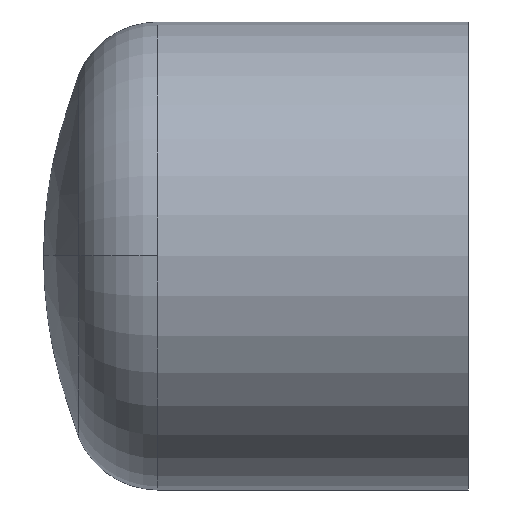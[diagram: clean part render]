
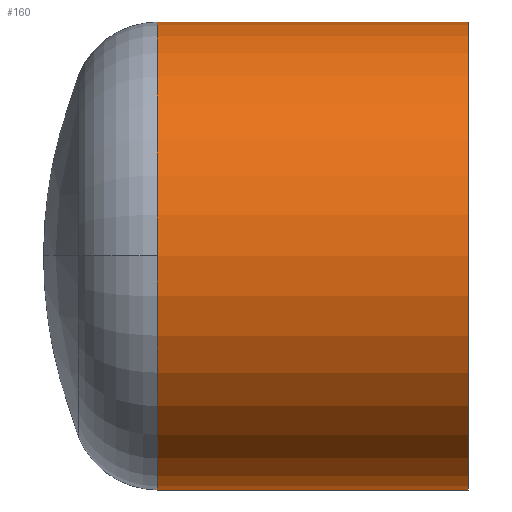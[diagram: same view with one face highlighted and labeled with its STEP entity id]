
A CAD part, top view. The second image highlights one B-rep face of the part: STEP entity #160.
In plain terms, the highlighted cylindrical face has radius 90 mm (diameter 180 mm), a partial arc.
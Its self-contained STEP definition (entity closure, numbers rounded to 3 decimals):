
#116 = VERTEX_POINT( '', #254 );
#124 = EDGE_CURVE( '', #116, #170, #264, .T. );
#128 = VERTEX_POINT( '', #269 );
#134 = VERTEX_POINT( '', #275 );
#138 = EDGE_CURVE( '', #170, #134, #279, .T. );
#140 = EDGE_CURVE( '', #116, #128, #281, .T. );
#150 = EDGE_CURVE( '', #128, #152, #292, .T. );
#152 = VERTEX_POINT( '', #294 );
#160 = ADVANCED_FACE( '', ( #303 ), #304, .T. );
#170 = VERTEX_POINT( '', #316 );
#196 = EDGE_CURVE( '', #134, #152, #345, .T. );
#254 = CARTESIAN_POINT( '', ( -119.632, -90., 0. ) );
#264 = LINE( '', #414, #415 );
#269 = CARTESIAN_POINT( '', ( -119.632, 0., 90. ) );
#275 = CARTESIAN_POINT( '', ( 0., 90., 0. ) );
#279 = CIRCLE( '', #432, 90. );
#281 = CIRCLE( '', #435, 90. );
#292 = CIRCLE( '', #450, 90. );
#294 = CARTESIAN_POINT( '', ( -119.632, 90., 0. ) );
#303 = FACE_OUTER_BOUND( '', #463, .T. );
#304 = CYLINDRICAL_SURFACE( '', #464, 90. );
#316 = CARTESIAN_POINT( '', ( 0., -90., 0. ) );
#345 = LINE( '', #515, #516 );
#414 = CARTESIAN_POINT( '', ( -59.816, -90., 0. ) );
#415 = VECTOR( '', #584, 1. );
#432 = AXIS2_PLACEMENT_3D( '', #597, #598, #599 );
#435 = AXIS2_PLACEMENT_3D( '', #600, #601, #602 );
#450 = AXIS2_PLACEMENT_3D( '', #618, #619, #620 );
#463 = EDGE_LOOP( '', ( #637, #638, #639, #640, #641 ) );
#464 = AXIS2_PLACEMENT_3D( '', #642, #643, #644 );
#515 = CARTESIAN_POINT( '', ( -59.816, 90., 0. ) );
#516 = VECTOR( '', #698, 1. );
#584 = DIRECTION( '', ( 1., 0., 0. ) );
#597 = CARTESIAN_POINT( '', ( 0., 0., 0. ) );
#598 = DIRECTION( '', ( -1., 0., 0. ) );
#599 = DIRECTION( '', ( 0., 1., 0. ) );
#600 = CARTESIAN_POINT( '', ( -119.632, 0., 0. ) );
#601 = DIRECTION( '', ( -1., 0., 0. ) );
#602 = DIRECTION( '', ( 0., 1., 0. ) );
#618 = CARTESIAN_POINT( '', ( -119.632, 0., 0. ) );
#619 = DIRECTION( '', ( -1., 0., 0. ) );
#620 = DIRECTION( '', ( 0., 1., 0. ) );
#637 = ORIENTED_EDGE( '', *, *, #196, .T. );
#638 = ORIENTED_EDGE( '', *, *, #150, .F. );
#639 = ORIENTED_EDGE( '', *, *, #140, .F. );
#640 = ORIENTED_EDGE( '', *, *, #124, .T. );
#641 = ORIENTED_EDGE( '', *, *, #138, .T. );
#642 = CARTESIAN_POINT( '', ( -59.816, 0., 0. ) );
#643 = DIRECTION( '', ( 1., 0., 0. ) );
#644 = DIRECTION( '', ( 0., 1., 0. ) );
#698 = DIRECTION( '', ( -1., 0., 0. ) );
